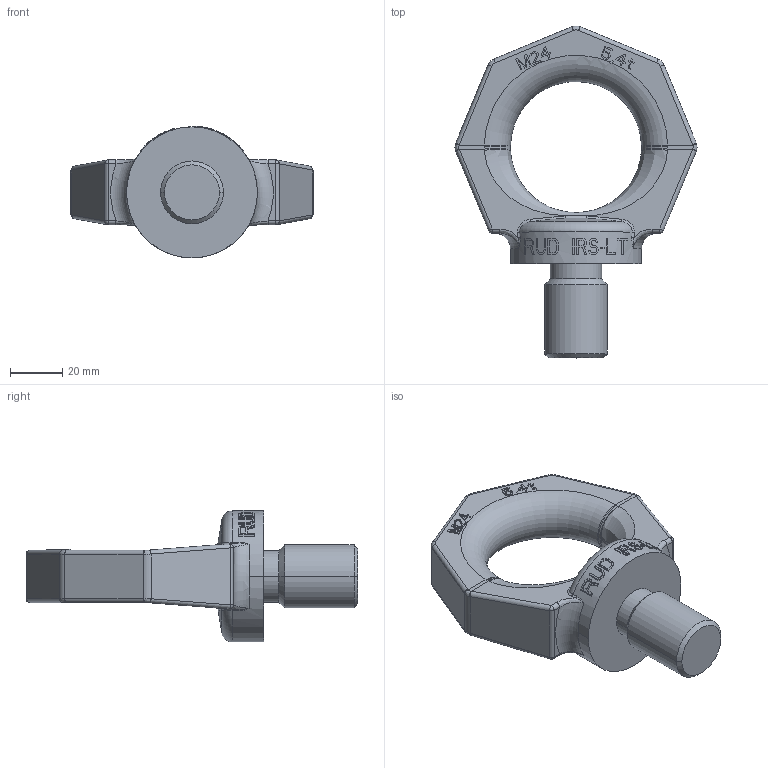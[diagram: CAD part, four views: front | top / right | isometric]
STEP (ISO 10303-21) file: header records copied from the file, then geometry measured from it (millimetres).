
FILE_DESCRIPTION((''),'2;1');
FILE_NAME('001-M35563-P-4_ASM','2018-04-11T',('Roland.Jakubetz'),(''),'PRO/ENGINEER BY PARAMETRIC TECHNOLOGY CORPORATION, 2011490','PRO/ENGINEER BY PARAMETRIC TECHNOLOGY CORPORATION, 2011490','');
FILE_SCHEMA(('CONFIG_CONTROL_DESIGN'));
Length unit declared in the file: millimetre
Products named in the file (3): 001-M35563-P-4; 001-M31077-Y03; 001-M35563-P-4_ASM
Assembly tree (2 placements, depth 2):
  001-M35563-P-4_ASM
    001-M35563-P-4
    001-M31077-Y03
Bounding box: 92.43 x 126.7 x 50.3 mm (x, y, z)
Volume: 115250.3 mm3; surface area: 22158.8 mm2
Topology: 2 solids, 2 shells, 456 faces, 1216 edges, 782 vertices
Faces by surface type: plane 339, cylinder 48, bspline 44, torus 15, cone 6, sphere 4
Entity records: 16367 total; most frequent: CARTESIAN_POINT 5550, ORIENTED_EDGE 2432, DIRECTION 1944, EDGE_CURVE 1216, VERTEX_POINT 782, VECTOR 710, LINE 710, AXIS2_PLACEMENT_3D 617
